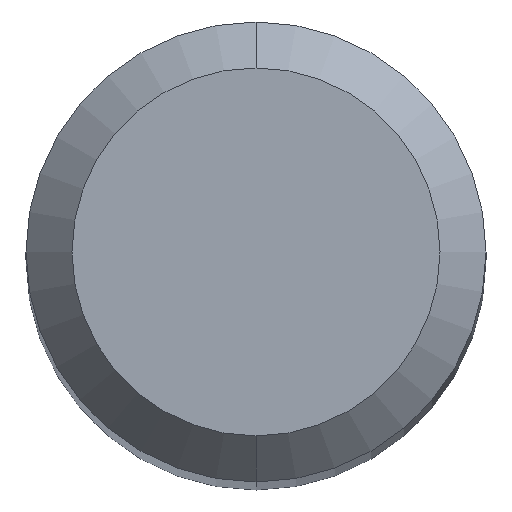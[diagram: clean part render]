
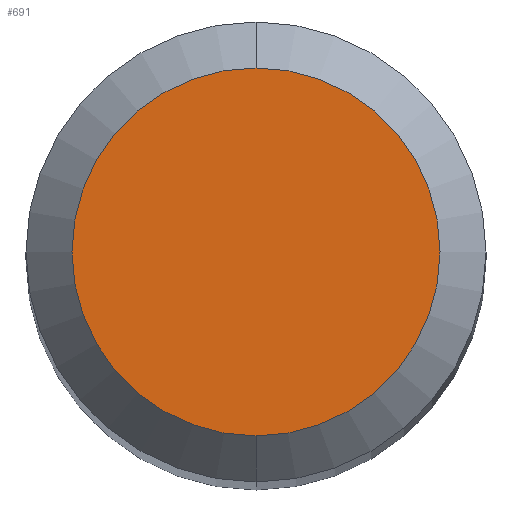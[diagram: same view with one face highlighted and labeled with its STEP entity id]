
A CAD part, top view. The second image highlights one B-rep face of the part: STEP entity #691.
In plain terms, the highlighted planar face has unit normal (0, 0, 1).
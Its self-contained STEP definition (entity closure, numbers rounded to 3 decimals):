
#345=VERTEX_POINT('',#920);
#391=EDGE_CURVE('',#531,#345,#969,.T.);
#531=VERTEX_POINT('',#1122);
#691=ADVANCED_FACE('',(#1298),#1299,.T.);
#837=EDGE_CURVE('',#345,#531,#1460,.T.);
#920=CARTESIAN_POINT('',(0.,-1.2,0.0));
#969=CIRCLE('',#2162,1.2);
#1122=CARTESIAN_POINT('',(0.0,1.2,0.0));
#1298=FACE_OUTER_BOUND('',#3761,.T.);
#1299=PLANE('',#3762);
#1460=CIRCLE('',#4673,1.2);
#2162=AXIS2_PLACEMENT_3D('',#4842,#4843,#4844);
#3761=EDGE_LOOP('',(#5166,#5167));
#3762=AXIS2_PLACEMENT_3D('',#5168,#5169,#5170);
#4673=AXIS2_PLACEMENT_3D('',#5381,#5382,#5383);
#4842=CARTESIAN_POINT('',(0.0,0.0,0.0));
#4843=DIRECTION('',(0.0,0.0,-1.0));
#4844=DIRECTION('',(0.0,1.0,0.0));
#5166=ORIENTED_EDGE('',*,*,#391,.F.);
#5167=ORIENTED_EDGE('',*,*,#837,.F.);
#5168=CARTESIAN_POINT('',(0.0,0.6,0.0));
#5169=DIRECTION('',(-0.0,0.0,1.0));
#5170=DIRECTION('',(0.0,-1.0,0.0));
#5381=CARTESIAN_POINT('',(0.0,0.0,0.0));
#5382=DIRECTION('',(0.0,0.0,-1.0));
#5383=DIRECTION('',(0.0,1.0,0.0));
